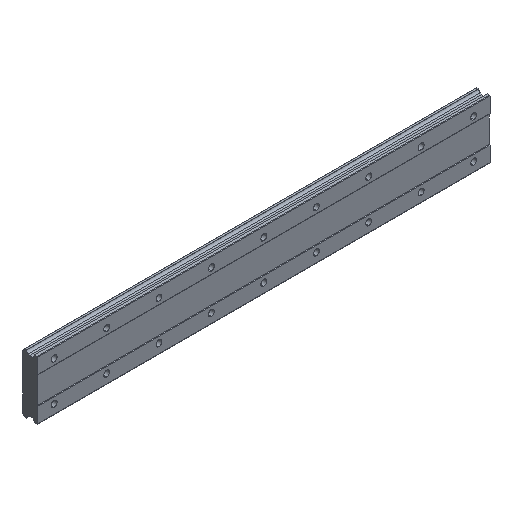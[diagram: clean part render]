
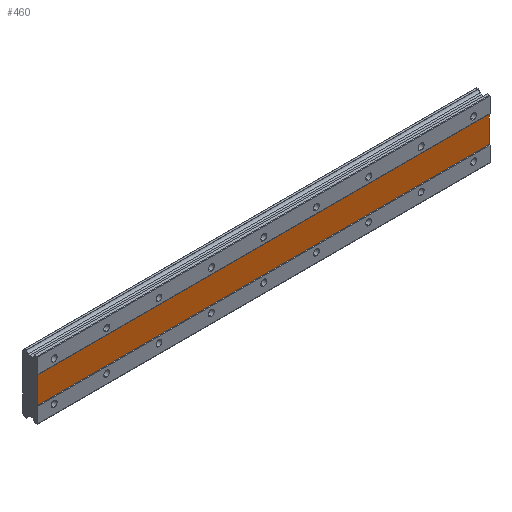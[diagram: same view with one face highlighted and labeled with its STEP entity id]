
A CAD part, isometric view. The second image highlights one B-rep face of the part: STEP entity #460.
In plain terms, the highlighted planar face has unit normal (0, -1, 0).
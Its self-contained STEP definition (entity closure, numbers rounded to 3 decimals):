
#23 = DIRECTION ( 'NONE',  ( 0., 0., -1. ) ) ;
#31 = EDGE_CURVE ( 'NONE', #2673, #3151, #1748, .T. ) ;
#113 = ORIENTED_EDGE ( 'NONE', *, *, #31, .F. ) ;
#185 = DIRECTION ( 'NONE',  ( 0., 1., 0. ) ) ;
#205 = DIRECTION ( 'NONE',  ( 0., 0., 1. ) ) ;
#241 = FACE_OUTER_BOUND ( 'NONE', #1825, .T. ) ;
#299 = DIRECTION ( 'NONE',  ( 1., 0., 0. ) ) ;
#345 = LINE ( 'NONE', #2741, #2122 ) ;
#460 = ADVANCED_FACE ( 'NONE', ( #241 ), #3225, .F. ) ;
#597 = VECTOR ( 'NONE', #626, 1000. ) ;
#626 = DIRECTION ( 'NONE',  ( 0., 0., 1. ) ) ;
#785 = CARTESIAN_POINT ( 'NONE',  ( 665., 1., 20. ) ) ;
#926 = CARTESIAN_POINT ( 'NONE',  ( -25., 1., 20. ) ) ;
#944 = VECTOR ( 'NONE', #3584, 1000. ) ;
#1027 = CARTESIAN_POINT ( 'NONE',  ( -25., 1., -20. ) ) ;
#1140 = CARTESIAN_POINT ( 'NONE',  ( 665., 1., -20. ) ) ;
#1201 = AXIS2_PLACEMENT_3D ( 'NONE', #785, #185, #205 ) ;
#1226 = CARTESIAN_POINT ( 'NONE',  ( 665., 1., 20. ) ) ;
#1304 = VERTEX_POINT ( 'NONE', #2302 ) ;
#1317 = VERTEX_POINT ( 'NONE', #2002 ) ;
#1486 = EDGE_CURVE ( 'NONE', #3151, #1304, #3657, .T. ) ;
#1747 = ORIENTED_EDGE ( 'NONE', *, *, #1486, .F. ) ;
#1748 = LINE ( 'NONE', #1140, #944 ) ;
#1750 = CARTESIAN_POINT ( 'NONE',  ( 665., 1., -20. ) ) ;
#1825 = EDGE_LOOP ( 'NONE', ( #113, #2691, #3307, #1747 ) ) ;
#2002 = CARTESIAN_POINT ( 'NONE',  ( 665., 1., 20. ) ) ;
#2122 = VECTOR ( 'NONE', #23, 1000. ) ;
#2291 = EDGE_CURVE ( 'NONE', #1304, #1317, #3932, .T. ) ;
#2302 = CARTESIAN_POINT ( 'NONE',  ( -25., 1., 20. ) ) ;
#2673 = VERTEX_POINT ( 'NONE', #1750 ) ;
#2691 = ORIENTED_EDGE ( 'NONE', *, *, #3882, .F. ) ;
#2741 = CARTESIAN_POINT ( 'NONE',  ( 665., 1., 20. ) ) ;
#3151 = VERTEX_POINT ( 'NONE', #1027 ) ;
#3225 = PLANE ( 'NONE',  #1201 ) ;
#3307 = ORIENTED_EDGE ( 'NONE', *, *, #2291, .F. ) ;
#3355 = VECTOR ( 'NONE', #299, 1000. ) ;
#3584 = DIRECTION ( 'NONE',  ( -1., 0., 0. ) ) ;
#3657 = LINE ( 'NONE', #926, #597 ) ;
#3882 = EDGE_CURVE ( 'NONE', #1317, #2673, #345, .T. ) ;
#3932 = LINE ( 'NONE', #1226, #3355 ) ;
